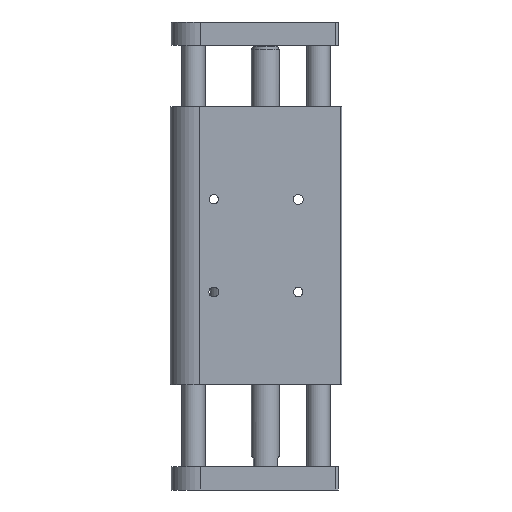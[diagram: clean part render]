
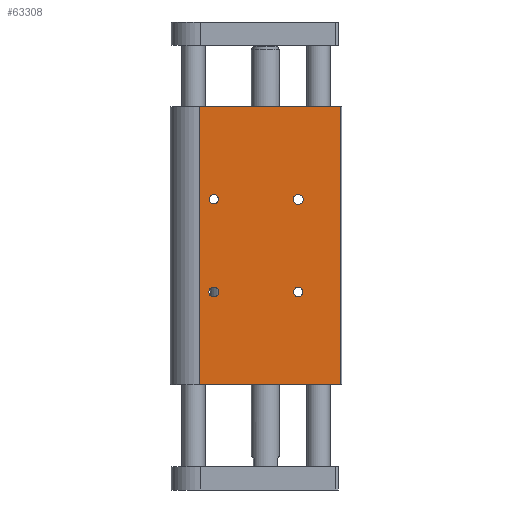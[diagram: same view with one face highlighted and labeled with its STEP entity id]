
A CAD part, left-side view. The second image highlights one B-rep face of the part: STEP entity #63308.
In plain terms, the highlighted planar face has unit normal (-1, 0, 0).
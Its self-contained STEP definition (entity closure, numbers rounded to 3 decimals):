
#500 = VECTOR ( 'NONE', #2857, 1000. ) ;
#1634 = VECTOR ( 'NONE', #34405, 1000. ) ;
#2857 = DIRECTION ( 'NONE',  ( 0., 1., 0. ) ) ;
#3853 = DIRECTION ( 'NONE',  ( 0., 0., -1. ) ) ;
#4122 = DIRECTION ( 'NONE',  ( 0., 0., -1. ) ) ;
#8123 = AXIS2_PLACEMENT_3D ( 'NONE', #17413, #36613, #4122 ) ;
#9456 = CARTESIAN_POINT ( 'NONE',  ( -12.5, 28.5, 120. ) ) ;
#9988 = ORIENTED_EDGE ( 'NONE', *, *, #33010, .T. ) ;
#12208 = ORIENTED_EDGE ( 'NONE', *, *, #71411, .F. ) ;
#12684 = VECTOR ( 'NONE', #54417, 1000. ) ;
#13362 = PLANE ( 'NONE',  #64327 ) ;
#15704 = VERTEX_POINT ( 'NONE', #63390 ) ;
#17413 = CARTESIAN_POINT ( 'NONE',  ( -12.5, 22.25, 80. ) ) ;
#17509 = ORIENTED_EDGE ( 'NONE', *, *, #44293, .T. ) ;
#19257 = EDGE_CURVE ( 'NONE', #59179, #59179, #61546, .T. ) ;
#19390 = ORIENTED_EDGE ( 'NONE', *, *, #66754, .T. ) ;
#23689 = VECTOR ( 'NONE', #48908, 1000. ) ;
#26048 = EDGE_CURVE ( 'NONE', #37227, #37227, #56116, .T. ) ;
#26597 = FACE_OUTER_BOUND ( 'NONE', #84604, .T. ) ;
#26696 = VERTEX_POINT ( 'NONE', #45123 ) ;
#27035 = DIRECTION ( 'NONE',  ( 1., 0., 0. ) ) ;
#28008 = CARTESIAN_POINT ( 'NONE',  ( -12.5, -32.5, 0. ) ) ;
#29587 = DIRECTION ( 'NONE',  ( 1., 0., 0. ) ) ;
#30262 = CIRCLE ( 'NONE', #50798, 2. ) ;
#31776 = EDGE_LOOP ( 'NONE', ( #17509 ) ) ;
#33010 = EDGE_CURVE ( 'NONE', #43871, #67904, #47571, .T. ) ;
#33024 = FACE_BOUND ( 'NONE', #77525, .T. ) ;
#33337 = DIRECTION ( 'NONE',  ( 1., 0., 0. ) ) ;
#34405 = DIRECTION ( 'NONE',  ( 0., 0., 1. ) ) ;
#34711 = CARTESIAN_POINT ( 'NONE',  ( -12.5, -14.25, 38. ) ) ;
#35515 = CARTESIAN_POINT ( 'NONE',  ( -12.5, -14.25, 80. ) ) ;
#36613 = DIRECTION ( 'NONE',  ( 1., 0., 0. ) ) ;
#37227 = VERTEX_POINT ( 'NONE', #75414 ) ;
#39452 = CARTESIAN_POINT ( 'NONE',  ( -12.5, 28.5, 0. ) ) ;
#41158 = CARTESIAN_POINT ( 'NONE',  ( -12.5, 22.25, 40. ) ) ;
#43687 = CIRCLE ( 'NONE', #8123, 2. ) ;
#43871 = VERTEX_POINT ( 'NONE', #59290 ) ;
#44293 = EDGE_CURVE ( 'NONE', #26696, #26696, #43687, .T. ) ;
#45123 = CARTESIAN_POINT ( 'NONE',  ( -12.5, 22.25, 78. ) ) ;
#47571 = LINE ( 'NONE', #9456, #12684 ) ;
#48908 = DIRECTION ( 'NONE',  ( 0., 1., 0. ) ) ;
#50798 = AXIS2_PLACEMENT_3D ( 'NONE', #77932, #33337, #65918 ) ;
#52735 = FACE_BOUND ( 'NONE', #31776, .T. ) ;
#53173 = CARTESIAN_POINT ( 'NONE',  ( -12.5, 22.25, 37.85 ) ) ;
#53684 = ORIENTED_EDGE ( 'NONE', *, *, #26048, .T. ) ;
#54417 = DIRECTION ( 'NONE',  ( 0., 0., -1. ) ) ;
#55079 = ORIENTED_EDGE ( 'NONE', *, *, #19257, .T. ) ;
#55297 = DIRECTION ( 'NONE',  ( 0., 0., -1. ) ) ;
#55758 = CARTESIAN_POINT ( 'NONE',  ( -12.5, 28.5, 0. ) ) ;
#56116 = CIRCLE ( 'NONE', #56297, 2.15 ) ;
#56297 = AXIS2_PLACEMENT_3D ( 'NONE', #35515, #76187, #3853 ) ;
#56884 = EDGE_LOOP ( 'NONE', ( #55079 ) ) ;
#59109 = AXIS2_PLACEMENT_3D ( 'NONE', #41158, #29587, #55297 ) ;
#59179 = VERTEX_POINT ( 'NONE', #53173 ) ;
#59290 = CARTESIAN_POINT ( 'NONE',  ( -12.5, 28.5, 120. ) ) ;
#61003 = LINE ( 'NONE', #28008, #1634 ) ;
#61546 = CIRCLE ( 'NONE', #59109, 2.15 ) ;
#61944 = LINE ( 'NONE', #82865, #500 ) ;
#63308 = ADVANCED_FACE ( 'NONE', ( #52735, #33024, #65178, #78033, #26597 ), #13362, .F. ) ;
#63390 = CARTESIAN_POINT ( 'NONE',  ( -12.5, -32.5, 0. ) ) ;
#64327 = AXIS2_PLACEMENT_3D ( 'NONE', #39452, #27035, #70024 ) ;
#64566 = ORIENTED_EDGE ( 'NONE', *, *, #68038, .T. ) ;
#65178 = FACE_BOUND ( 'NONE', #56884, .T. ) ;
#65918 = DIRECTION ( 'NONE',  ( 0., 0., -1. ) ) ;
#66754 = EDGE_CURVE ( 'NONE', #72170, #43871, #61944, .T. ) ;
#66862 = ORIENTED_EDGE ( 'NONE', *, *, #69430, .T. ) ;
#67904 = VERTEX_POINT ( 'NONE', #78155 ) ;
#68038 = EDGE_CURVE ( 'NONE', #15704, #72170, #61003, .T. ) ;
#69430 = EDGE_CURVE ( 'NONE', #79286, #79286, #30262, .T. ) ;
#70024 = DIRECTION ( 'NONE',  ( 0., 1., 0. ) ) ;
#71411 = EDGE_CURVE ( 'NONE', #15704, #67904, #74152, .T. ) ;
#72170 = VERTEX_POINT ( 'NONE', #80829 ) ;
#74152 = LINE ( 'NONE', #55758, #23689 ) ;
#75414 = CARTESIAN_POINT ( 'NONE',  ( -12.5, -14.25, 77.85 ) ) ;
#76187 = DIRECTION ( 'NONE',  ( 1., 0., 0. ) ) ;
#77525 = EDGE_LOOP ( 'NONE', ( #66862 ) ) ;
#77932 = CARTESIAN_POINT ( 'NONE',  ( -12.5, -14.25, 40. ) ) ;
#78033 = FACE_BOUND ( 'NONE', #78578, .T. ) ;
#78155 = CARTESIAN_POINT ( 'NONE',  ( -12.5, 28.5, 0. ) ) ;
#78578 = EDGE_LOOP ( 'NONE', ( #53684 ) ) ;
#79286 = VERTEX_POINT ( 'NONE', #34711 ) ;
#80829 = CARTESIAN_POINT ( 'NONE',  ( -12.5, -32.5, 120. ) ) ;
#82865 = CARTESIAN_POINT ( 'NONE',  ( -12.5, 28.5, 120. ) ) ;
#84604 = EDGE_LOOP ( 'NONE', ( #12208, #64566, #19390, #9988 ) ) ;
